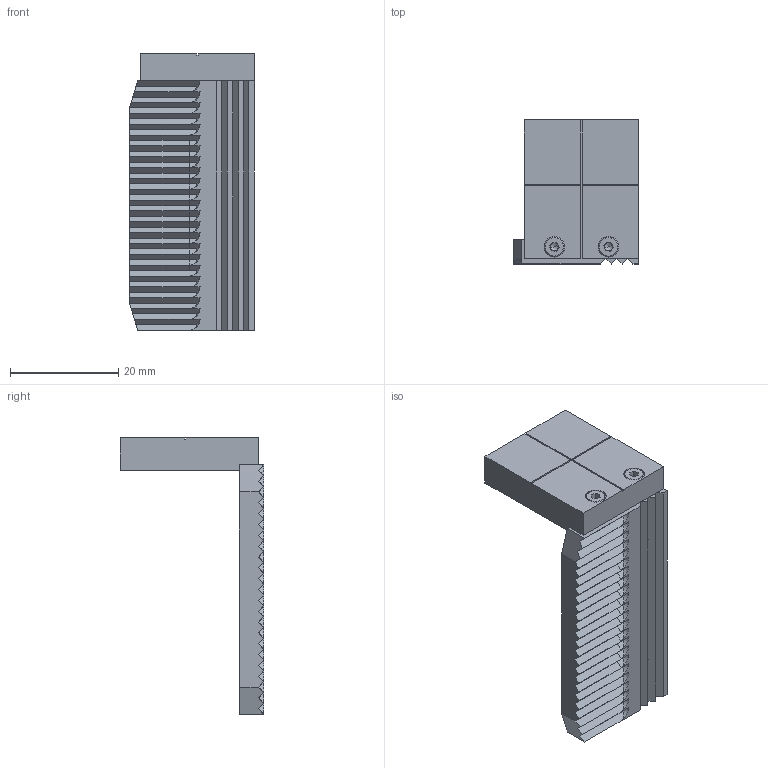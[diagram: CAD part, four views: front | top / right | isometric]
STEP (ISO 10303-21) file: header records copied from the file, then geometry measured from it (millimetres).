
FILE_DESCRIPTION (( 'STEP AP214' ), '1' );
FILE_NAME ('10894-E0W.step', '2007-10-25T00:26:35', ( ' ' ), ( ' ' ), 'SwSTEP 2.0', 'SolidWorks 2007', '' );
FILE_SCHEMA (( 'AUTOMOTIVE_DESIGN' ));
Length unit declared in the file: inch
Products named in the file (1): 10894-E0W
Bounding box: 23 x 26.5 x 51 mm (x, y, z)
Surface area: 4892.1 mm2 (no closed solid volume)
Topology: 0 solids, 4 shells, 177 faces, 465 edges, 285 vertices
Faces by surface type: plane 126, sphere 23, cylinder 20, cone 8
Entity records: 7720 total; most frequent: CARTESIAN_POINT 996, DIRECTION 950, ORIENTED_EDGE 870, EDGE_CURVE 461, VECTOR 320, LINE 320, AXIS2_PLACEMENT_3D 315, VERTEX_POINT 285
